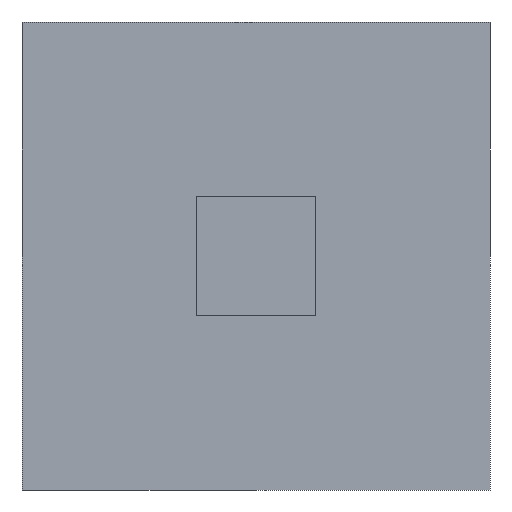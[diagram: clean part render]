
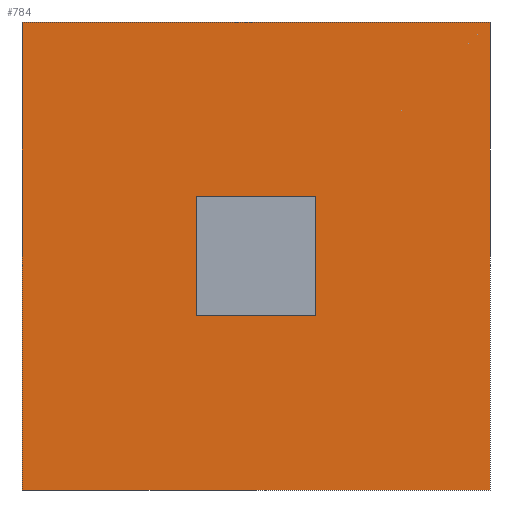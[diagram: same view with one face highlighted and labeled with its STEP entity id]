
A CAD part, front view. The second image highlights one B-rep face of the part: STEP entity #784.
In plain terms, the highlighted planar face has unit normal (0, -1, 0).
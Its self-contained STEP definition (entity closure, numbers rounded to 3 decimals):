
#1 = DIRECTION ( 'NONE',  ( 1., 0., 0. ) ) ;
#11 = FACE_BOUND ( 'NONE', #777, .T. ) ;
#39 = DIRECTION ( 'NONE',  ( 0., 0., 1. ) ) ;
#51 = EDGE_CURVE ( 'NONE', #970, #794, #540, .T. ) ;
#93 = VECTOR ( 'NONE', #39, 1000. ) ;
#94 = DIRECTION ( 'NONE',  ( -1., 0., 0. ) ) ;
#102 = CARTESIAN_POINT ( 'NONE',  ( 1.27, 0., 1.27 ) ) ;
#120 = DIRECTION ( 'NONE',  ( 0., 0., 1. ) ) ;
#122 = LINE ( 'NONE', #434, #384 ) ;
#125 = CARTESIAN_POINT ( 'NONE',  ( -1.27, 0., 1.27 ) ) ;
#168 = EDGE_CURVE ( 'NONE', #365, #984, #966, .T. ) ;
#180 = VERTEX_POINT ( 'NONE', #1000 ) ;
#234 = ORIENTED_EDGE ( 'NONE', *, *, #505, .F. ) ;
#282 = LINE ( 'NONE', #1024, #632 ) ;
#291 = ORIENTED_EDGE ( 'NONE', *, *, #803, .F. ) ;
#312 = VECTOR ( 'NONE', #891, 1000. ) ;
#343 = LINE ( 'NONE', #1046, #812 ) ;
#365 = VERTEX_POINT ( 'NONE', #607 ) ;
#384 = VECTOR ( 'NONE', #678, 1000. ) ;
#406 = EDGE_LOOP ( 'NONE', ( #594, #572, #715, #291 ) ) ;
#423 = CARTESIAN_POINT ( 'NONE',  ( 1.27, 0., -1.27 ) ) ;
#431 = DIRECTION ( 'NONE',  ( 0., 0., -1. ) ) ;
#433 = DIRECTION ( 'NONE',  ( 0., 0., -1. ) ) ;
#434 = CARTESIAN_POINT ( 'NONE',  ( -0.325, 0., -0.325 ) ) ;
#445 = ORIENTED_EDGE ( 'NONE', *, *, #944, .F. ) ;
#494 = EDGE_CURVE ( 'NONE', #854, #529, #867, .T. ) ;
#502 = CARTESIAN_POINT ( 'NONE',  ( -1.27, 0., -1.27 ) ) ;
#505 = EDGE_CURVE ( 'NONE', #1096, #180, #750, .T. ) ;
#524 = DIRECTION ( 'NONE',  ( -1., 0., 0. ) ) ;
#529 = VERTEX_POINT ( 'NONE', #125 ) ;
#540 = LINE ( 'NONE', #882, #312 ) ;
#563 = CARTESIAN_POINT ( 'NONE',  ( -0.325, 0., -0.325 ) ) ;
#567 = VECTOR ( 'NONE', #1, 1000. ) ;
#572 = ORIENTED_EDGE ( 'NONE', *, *, #892, .F. ) ;
#594 = ORIENTED_EDGE ( 'NONE', *, *, #51, .F. ) ;
#607 = CARTESIAN_POINT ( 'NONE',  ( -0.325, 0., 0.325 ) ) ;
#624 = CARTESIAN_POINT ( 'NONE',  ( 0.325, 0., -0.325 ) ) ;
#628 = ORIENTED_EDGE ( 'NONE', *, *, #168, .F. ) ;
#632 = VECTOR ( 'NONE', #94, 1000. ) ;
#678 = DIRECTION ( 'NONE',  ( 1., 0., 0. ) ) ;
#692 = LINE ( 'NONE', #1033, #567 ) ;
#715 = ORIENTED_EDGE ( 'NONE', *, *, #494, .F. ) ;
#717 = CARTESIAN_POINT ( 'NONE',  ( -0.325, 0., -0.325 ) ) ;
#723 = AXIS2_PLACEMENT_3D ( 'NONE', #931, #941, #431 ) ;
#750 = LINE ( 'NONE', #1069, #946 ) ;
#777 = EDGE_LOOP ( 'NONE', ( #234, #898, #628, #445 ) ) ;
#784 = ADVANCED_FACE ( 'NONE', ( #11, #1079 ), #847, .T. ) ;
#794 = VERTEX_POINT ( 'NONE', #423 ) ;
#803 = EDGE_CURVE ( 'NONE', #794, #854, #282, .T. ) ;
#805 = CARTESIAN_POINT ( 'NONE',  ( -1.27, 0., 1.27 ) ) ;
#812 = VECTOR ( 'NONE', #524, 1000. ) ;
#844 = EDGE_CURVE ( 'NONE', #984, #1096, #122, .T. ) ;
#847 = PLANE ( 'NONE',  #723 ) ;
#854 = VERTEX_POINT ( 'NONE', #502 ) ;
#867 = LINE ( 'NONE', #805, #93 ) ;
#882 = CARTESIAN_POINT ( 'NONE',  ( 1.27, 0., 1.27 ) ) ;
#891 = DIRECTION ( 'NONE',  ( 0., 0., -1. ) ) ;
#892 = EDGE_CURVE ( 'NONE', #529, #970, #692, .T. ) ;
#898 = ORIENTED_EDGE ( 'NONE', *, *, #844, .F. ) ;
#931 = CARTESIAN_POINT ( 'NONE',  ( 0., 0., 0. ) ) ;
#941 = DIRECTION ( 'NONE',  ( 0., -1., 0. ) ) ;
#944 = EDGE_CURVE ( 'NONE', #180, #365, #343, .T. ) ;
#946 = VECTOR ( 'NONE', #120, 1000. ) ;
#966 = LINE ( 'NONE', #563, #1074 ) ;
#970 = VERTEX_POINT ( 'NONE', #102 ) ;
#984 = VERTEX_POINT ( 'NONE', #717 ) ;
#1000 = CARTESIAN_POINT ( 'NONE',  ( 0.325, 0., 0.325 ) ) ;
#1024 = CARTESIAN_POINT ( 'NONE',  ( -1.27, 0., -1.27 ) ) ;
#1033 = CARTESIAN_POINT ( 'NONE',  ( -1.27, 0., 1.27 ) ) ;
#1046 = CARTESIAN_POINT ( 'NONE',  ( -0.325, 0., 0.325 ) ) ;
#1069 = CARTESIAN_POINT ( 'NONE',  ( 0.325, 0., -0.325 ) ) ;
#1074 = VECTOR ( 'NONE', #433, 1000. ) ;
#1079 = FACE_OUTER_BOUND ( 'NONE', #406, .T. ) ;
#1096 = VERTEX_POINT ( 'NONE', #624 ) ;
